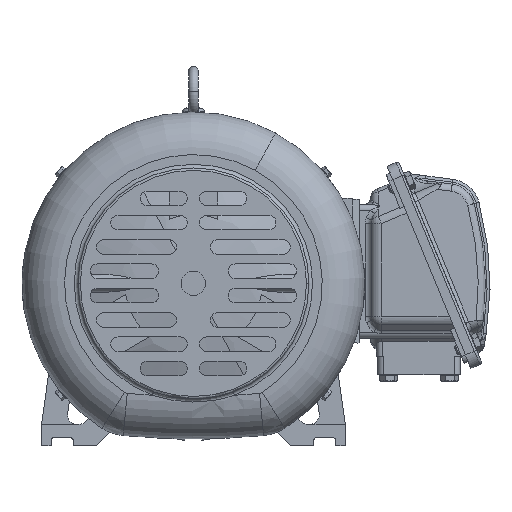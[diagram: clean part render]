
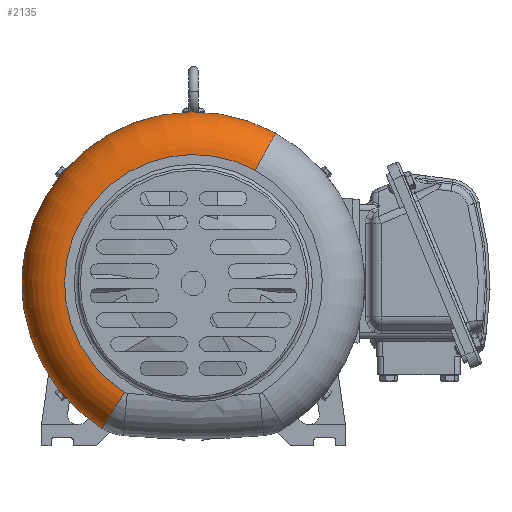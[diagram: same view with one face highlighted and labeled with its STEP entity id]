
A CAD part, front view. The second image highlights one B-rep face of the part: STEP entity #2135.
In plain terms, the highlighted toroidal (fillet/blend) face has major radius 106 mm and minor radius 35 mm.
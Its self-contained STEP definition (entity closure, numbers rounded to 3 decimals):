
#1545=CARTESIAN_POINT('Vertex',(67.599,-324.,123.739)) ;
#1852=CARTESIAN_POINT('Vertex',(-75.287,-324.,-119.218)) ;
#1855=CARTESIAN_POINT('Axis2P3D Location',(0.,-324.,0.)) ;
#1998=CARTESIAN_POINT('Axis2P3D Location',(50.819,-324.,93.024)) ;
#2002=CARTESIAN_POINT('Vertex',(50.819,-359.,93.024)) ;
#2112=CARTESIAN_POINT('Axis2P3D Location',(0.,-324.,0.)) ;
#2117=CARTESIAN_POINT('Axis2P3D Location',(-56.598,-324.,-89.625)) ;
#2121=CARTESIAN_POINT('Vertex',(-56.598,-359.,-89.625)) ;
#2124=CARTESIAN_POINT('Axis2P3D Location',(0.,-359.,0.)) ;
#1856=DIRECTION('Axis2P3D Direction',(-0.,1.,0.)) ;
#1999=DIRECTION('Axis2P3D Direction',(-0.878,0.,0.479)) ;
#2113=DIRECTION('Axis2P3D Direction',(0.,1.,0.)) ;
#2114=DIRECTION('Axis2P3D XDirection',(-0.468,0.,-0.884)) ;
#2118=DIRECTION('Axis2P3D Direction',(0.846,0.,-0.534)) ;
#2125=DIRECTION('Axis2P3D Direction',(-0.,1.,0.)) ;
#1857=AXIS2_PLACEMENT_3D('Circle Axis2P3D',#1855,#1856,$) ;
#2000=AXIS2_PLACEMENT_3D('Circle Axis2P3D',#1998,#1999,$) ;
#2115=AXIS2_PLACEMENT_3D('Torus Axis2P3D',#2112,#2113,#2114) ;
#2119=AXIS2_PLACEMENT_3D('Circle Axis2P3D',#2117,#2118,$) ;
#2126=AXIS2_PLACEMENT_3D('Circle Axis2P3D',#2124,#2125,$) ;
#2130=ORIENTED_EDGE('',*,*,#2123,.T.) ;
#2131=ORIENTED_EDGE('',*,*,#2128,.T.) ;
#2132=ORIENTED_EDGE('',*,*,#2004,.F.) ;
#2133=ORIENTED_EDGE('',*,*,#1859,.F.) ;
#2135=ADVANCED_FACE('PartBody',(#2134),#2116,.T.) ;
#1858=CIRCLE('generated circle',#1857,141.) ;
#2001=CIRCLE('generated circle',#2000,35.) ;
#2120=CIRCLE('generated circle',#2119,35.) ;
#2127=CIRCLE('generated circle',#2126,106.) ;
#2116=TOROIDAL_SURFACE('homeo Torus',#2115,106.,35.) ;
#1859=EDGE_CURVE('',#1853,#1546,#1858,.T.) ;
#2004=EDGE_CURVE('',#1546,#2003,#2001,.F.) ;
#2123=EDGE_CURVE('',#1853,#2122,#2120,.F.) ;
#2128=EDGE_CURVE('',#2122,#2003,#2127,.T.) ;
#2129=EDGE_LOOP('',(#2130,#2131,#2132,#2133)) ;
#2134=FACE_OUTER_BOUND('',#2129,.T.) ;
#1546=VERTEX_POINT('',#1545) ;
#1853=VERTEX_POINT('',#1852) ;
#2003=VERTEX_POINT('',#2002) ;
#2122=VERTEX_POINT('',#2121) ;
